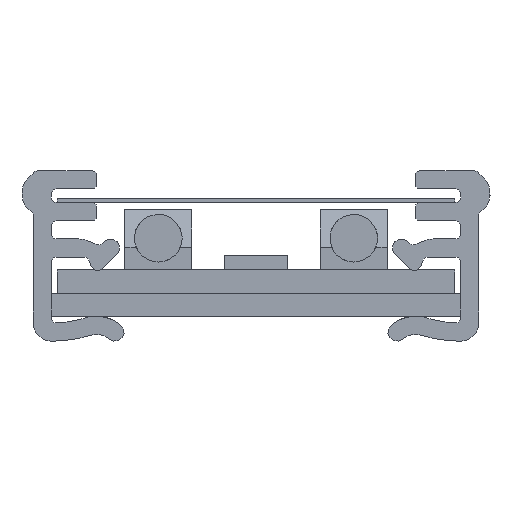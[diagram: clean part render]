
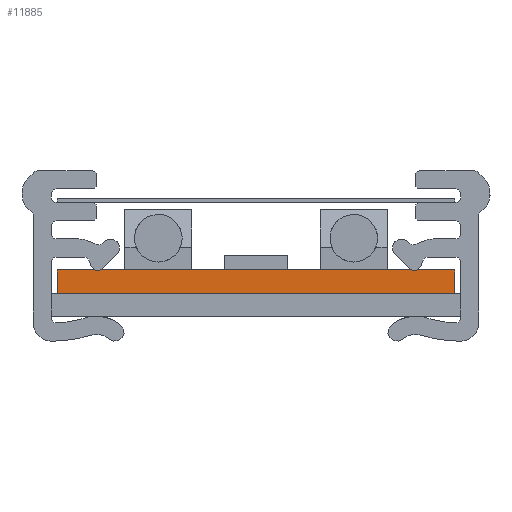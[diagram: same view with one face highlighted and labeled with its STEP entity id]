
A CAD part, front view. The second image highlights one B-rep face of the part: STEP entity #11885.
In plain terms, the highlighted planar face has unit normal (0, -1, 0).
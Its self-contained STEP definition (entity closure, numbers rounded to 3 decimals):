
#191=FACE_OUTER_BOUND('',#828,.T.);
#828=EDGE_LOOP('',(#7408,#7409,#7410,#7411,#7412,#7413,#7414,#7415));
#1568=LINE('',#16379,#3060);
#1569=LINE('',#16383,#3061);
#1570=LINE('',#16385,#3062);
#1571=LINE('',#16387,#3063);
#1572=LINE('',#16389,#3064);
#1573=LINE('',#16390,#3065);
#3060=VECTOR('',#13327,10.);
#3061=VECTOR('',#13330,10.);
#3062=VECTOR('',#13331,10.);
#3063=VECTOR('',#13332,10.);
#3064=VECTOR('',#13333,10.);
#3065=VECTOR('',#13334,10.);
#4552=CIRCLE('',#12543,0.3);
#4553=CIRCLE('',#12544,0.3);
#4686=VERTEX_POINT('',#16375);
#4687=VERTEX_POINT('',#16376);
#4688=VERTEX_POINT('',#16378);
#4689=VERTEX_POINT('',#16380);
#4690=VERTEX_POINT('',#16382);
#4691=VERTEX_POINT('',#16384);
#4692=VERTEX_POINT('',#16386);
#4693=VERTEX_POINT('',#16388);
#5774=EDGE_CURVE('',#4686,#4687,#4552,.T.);
#5775=EDGE_CURVE('',#4688,#4686,#1568,.T.);
#5776=EDGE_CURVE('',#4689,#4688,#4553,.T.);
#5777=EDGE_CURVE('',#4690,#4689,#1569,.T.);
#5778=EDGE_CURVE('',#4691,#4690,#1570,.T.);
#5779=EDGE_CURVE('',#4692,#4691,#1571,.T.);
#5780=EDGE_CURVE('',#4692,#4693,#1572,.T.);
#5781=EDGE_CURVE('',#4687,#4693,#1573,.T.);
#7408=ORIENTED_EDGE('',*,*,#5774,.F.);
#7409=ORIENTED_EDGE('',*,*,#5775,.F.);
#7410=ORIENTED_EDGE('',*,*,#5776,.F.);
#7411=ORIENTED_EDGE('',*,*,#5777,.F.);
#7412=ORIENTED_EDGE('',*,*,#5778,.F.);
#7413=ORIENTED_EDGE('',*,*,#5779,.F.);
#7414=ORIENTED_EDGE('',*,*,#5780,.T.);
#7415=ORIENTED_EDGE('',*,*,#5781,.F.);
#10676=PLANE('',#12542);
#11885=ADVANCED_FACE('',(#191),#10676,.T.);
#12542=AXIS2_PLACEMENT_3D('',#16374,#13323,#13324);
#12543=AXIS2_PLACEMENT_3D('',#16377,#13325,#13326);
#12544=AXIS2_PLACEMENT_3D('',#16381,#13328,#13329);
#13323=DIRECTION('center_axis',(0.,-1.,0.));
#13324=DIRECTION('ref_axis',(1.,0.,0.));
#13325=DIRECTION('center_axis',(0.,-1.,0.));
#13326=DIRECTION('ref_axis',(-0.703,0.,-0.712));
#13327=DIRECTION('',(1.,0.,0.));
#13328=DIRECTION('center_axis',(0.,-1.,0.));
#13329=DIRECTION('ref_axis',(0.703,0.,-0.712));
#13330=DIRECTION('',(1.,0.,0.));
#13331=DIRECTION('',(0.,0.,1.));
#13332=DIRECTION('',(-1.,0.,0.));
#13333=DIRECTION('',(0.,0.,1.));
#13334=DIRECTION('',(1.,0.,0.));
#16374=CARTESIAN_POINT('Origin',(-8.75,-280.,1.));
#16375=CARTESIAN_POINT('',(6.823,-280.,2.035));
#16376=CARTESIAN_POINT('',(7.118,-280.,2.035));
#16377=CARTESIAN_POINT('Origin',(6.97,-280.,2.296));
#16378=CARTESIAN_POINT('',(-6.823,-280.,2.035));
#16379=CARTESIAN_POINT('',(-8.75,-280.,2.035));
#16380=CARTESIAN_POINT('',(-7.118,-280.,2.035));
#16381=CARTESIAN_POINT('Origin',(-6.97,-280.,2.296));
#16382=CARTESIAN_POINT('',(-8.75,-280.,2.035));
#16383=CARTESIAN_POINT('',(-8.75,-280.,2.035));
#16384=CARTESIAN_POINT('',(-8.75,-280.,1.));
#16385=CARTESIAN_POINT('',(-8.75,-280.,1.));
#16386=CARTESIAN_POINT('',(8.75,-280.,1.));
#16387=CARTESIAN_POINT('',(-4.375,-280.,1.));
#16388=CARTESIAN_POINT('',(8.75,-280.,2.035));
#16389=CARTESIAN_POINT('',(8.75,-280.,1.));
#16390=CARTESIAN_POINT('',(-8.75,-280.,2.035));
